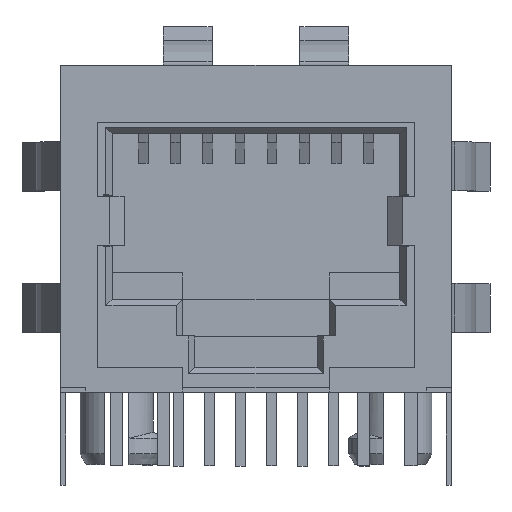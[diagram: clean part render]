
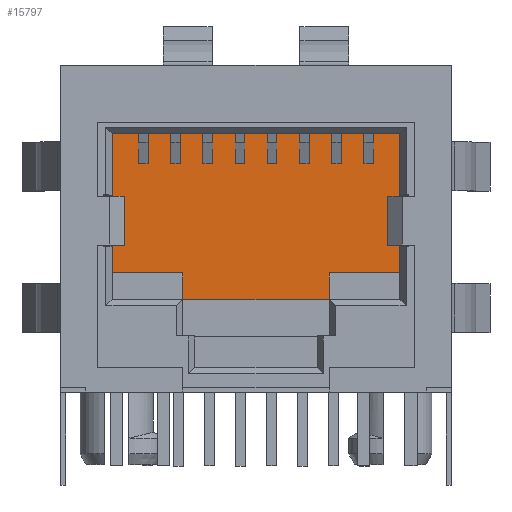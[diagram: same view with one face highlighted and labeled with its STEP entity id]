
A CAD part, top view. The second image highlights one B-rep face of the part: STEP entity #15797.
In plain terms, the highlighted planar face has unit normal (0, 0, 1).
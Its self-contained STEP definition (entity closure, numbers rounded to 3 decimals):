
#475 = DIRECTION ( 'NONE',  ( 0., 1., 0. ) ) ;
#514 = CARTESIAN_POINT ( 'NONE',  ( -5.9, 5.975, -0.6 ) ) ;
#679 = CARTESIAN_POINT ( 'NONE',  ( -5.9, 10.6, -0.6 ) ) ;
#1220 = ORIENTED_EDGE ( 'NONE', *, *, #8855, .T. ) ;
#1303 = ORIENTED_EDGE ( 'NONE', *, *, #3182, .F. ) ;
#1319 = ORIENTED_EDGE ( 'NONE', *, *, #12403, .T. ) ;
#1568 = VERTEX_POINT ( 'NONE', #9936 ) ;
#1634 = VERTEX_POINT ( 'NONE', #16574 ) ;
#1698 = ORIENTED_EDGE ( 'NONE', *, *, #6269, .T. ) ;
#1724 = EDGE_CURVE ( 'NONE', #1568, #12879, #12902, .T. ) ;
#1824 = DIRECTION ( 'NONE',  ( 0., -1., 0. ) ) ;
#1871 = VERTEX_POINT ( 'NONE', #8647 ) ;
#2380 = CARTESIAN_POINT ( 'NONE',  ( -3., 3.8, -0.6 ) ) ;
#2386 = VERTEX_POINT ( 'NONE', #4710 ) ;
#2419 = VERTEX_POINT ( 'NONE', #6114 ) ;
#2556 = CARTESIAN_POINT ( 'NONE',  ( 5.9, 4.9, -0.6 ) ) ;
#2783 = CARTESIAN_POINT ( 'NONE',  ( 5.9, 5.975, -0.6 ) ) ;
#2873 = VECTOR ( 'NONE', #16146, 1000. ) ;
#2953 = VERTEX_POINT ( 'NONE', #2380 ) ;
#3117 = VECTOR ( 'NONE', #6829, 1000. ) ;
#3182 = EDGE_CURVE ( 'NONE', #2386, #2953, #15477, .T. ) ;
#3189 = VECTOR ( 'NONE', #475, 1000. ) ;
#3255 = ORIENTED_EDGE ( 'NONE', *, *, #16908, .T. ) ;
#3505 = LINE ( 'NONE', #10716, #3117 ) ;
#3580 = CARTESIAN_POINT ( 'NONE',  ( 5.9, 4.9, -0.6 ) ) ;
#3723 = CARTESIAN_POINT ( 'NONE',  ( 5.9, 4.9, -0.6 ) ) ;
#3978 = VERTEX_POINT ( 'NONE', #8172 ) ;
#4025 = DIRECTION ( 'NONE',  ( -1., 0., 0. ) ) ;
#4152 = ORIENTED_EDGE ( 'NONE', *, *, #15754, .T. ) ;
#4309 = VERTEX_POINT ( 'NONE', #16142 ) ;
#4411 = DIRECTION ( 'NONE',  ( -1., 0., 0. ) ) ;
#4419 = LINE ( 'NONE', #11296, #14416 ) ;
#4650 = CARTESIAN_POINT ( 'NONE',  ( 0., 0., -0.6 ) ) ;
#4654 = EDGE_CURVE ( 'NONE', #11857, #8317, #13620, .T. ) ;
#4710 = CARTESIAN_POINT ( 'NONE',  ( 3., 3.8, -0.6 ) ) ;
#4893 = DIRECTION ( 'NONE',  ( 1., 0., 0. ) ) ;
#5456 = EDGE_LOOP ( 'NONE', ( #1303, #12075, #6277, #1220, #1698, #10048, #10243, #11598, #15536, #4152, #14372, #3255, #1319, #16418, #13637, #14536 ) ) ;
#5737 = EDGE_CURVE ( 'NONE', #7832, #3978, #3505, .T. ) ;
#5976 = DIRECTION ( 'NONE',  ( 1., 0., 0. ) ) ;
#6114 = CARTESIAN_POINT ( 'NONE',  ( -6.25, 5.975, -0.6 ) ) ;
#6269 = EDGE_CURVE ( 'NONE', #10404, #11857, #12849, .T. ) ;
#6277 = ORIENTED_EDGE ( 'NONE', *, *, #11845, .T. ) ;
#6472 = DIRECTION ( 'NONE',  ( 0., -1., 0. ) ) ;
#6693 = DIRECTION ( 'NONE',  ( 1., 0., 0. ) ) ;
#6829 = DIRECTION ( 'NONE',  ( 1., 0., 0. ) ) ;
#6985 = CARTESIAN_POINT ( 'NONE',  ( 6.25, 5.975, -0.6 ) ) ;
#7034 = CARTESIAN_POINT ( 'NONE',  ( 5.9, 8.075, -0.6 ) ) ;
#7142 = VERTEX_POINT ( 'NONE', #12448 ) ;
#7189 = EDGE_CURVE ( 'NONE', #12879, #1871, #7859, .T. ) ;
#7191 = EDGE_CURVE ( 'NONE', #15756, #7142, #4419, .T. ) ;
#7226 = DIRECTION ( 'NONE',  ( 0., -1., 0. ) ) ;
#7270 = VECTOR ( 'NONE', #7226, 1000. ) ;
#7332 = CARTESIAN_POINT ( 'NONE',  ( -3., 4.9, -0.6 ) ) ;
#7674 = DIRECTION ( 'NONE',  ( 1., 0., 0. ) ) ;
#7832 = VERTEX_POINT ( 'NONE', #7950 ) ;
#7859 = LINE ( 'NONE', #8645, #14856 ) ;
#7880 = DIRECTION ( 'NONE',  ( 0., 1., 0. ) ) ;
#7950 = CARTESIAN_POINT ( 'NONE',  ( -5.9, 4.9, -0.6 ) ) ;
#8135 = EDGE_CURVE ( 'NONE', #3978, #2953, #13389, .T. ) ;
#8172 = CARTESIAN_POINT ( 'NONE',  ( -3., 4.9, -0.6 ) ) ;
#8308 = LINE ( 'NONE', #3580, #11762 ) ;
#8317 = VERTEX_POINT ( 'NONE', #10365 ) ;
#8582 = LINE ( 'NONE', #514, #15118 ) ;
#8645 = CARTESIAN_POINT ( 'NONE',  ( 5.9, 10.6, -0.6 ) ) ;
#8647 = CARTESIAN_POINT ( 'NONE',  ( -5.9, 10.6, -0.6 ) ) ;
#8855 = EDGE_CURVE ( 'NONE', #13645, #10404, #16253, .T. ) ;
#8955 = VECTOR ( 'NONE', #4411, 1000. ) ;
#9324 = VECTOR ( 'NONE', #7880, 1000. ) ;
#9377 = VECTOR ( 'NONE', #6693, 1000. ) ;
#9888 = CARTESIAN_POINT ( 'NONE',  ( -5.9, 8.075, -0.6 ) ) ;
#9936 = CARTESIAN_POINT ( 'NONE',  ( 5.9, 8.075, -0.6 ) ) ;
#10048 = ORIENTED_EDGE ( 'NONE', *, *, #4654, .T. ) ;
#10243 = ORIENTED_EDGE ( 'NONE', *, *, #15496, .T. ) ;
#10339 = LINE ( 'NONE', #679, #7270 ) ;
#10361 = VECTOR ( 'NONE', #4025, 1000. ) ;
#10365 = CARTESIAN_POINT ( 'NONE',  ( 6.25, 8.075, -0.6 ) ) ;
#10404 = VERTEX_POINT ( 'NONE', #14897 ) ;
#10716 = CARTESIAN_POINT ( 'NONE',  ( -3., 4.9, -0.6 ) ) ;
#11296 = CARTESIAN_POINT ( 'NONE',  ( -5.9, 8.075, -0.6 ) ) ;
#11598 = ORIENTED_EDGE ( 'NONE', *, *, #1724, .T. ) ;
#11762 = VECTOR ( 'NONE', #4893, 1000. ) ;
#11845 = EDGE_CURVE ( 'NONE', #1634, #13645, #8308, .T. ) ;
#11857 = VERTEX_POINT ( 'NONE', #14061 ) ;
#12075 = ORIENTED_EDGE ( 'NONE', *, *, #16079, .T. ) ;
#12171 = VECTOR ( 'NONE', #7674, 1000. ) ;
#12269 = CARTESIAN_POINT ( 'NONE',  ( -3., 3.8, -0.6 ) ) ;
#12403 = EDGE_CURVE ( 'NONE', #2419, #4309, #16036, .T. ) ;
#12448 = CARTESIAN_POINT ( 'NONE',  ( -6.25, 8.075, -0.6 ) ) ;
#12611 = DIRECTION ( 'NONE',  ( -1., 0., 0. ) ) ;
#12790 = VECTOR ( 'NONE', #13048, 1000. ) ;
#12803 = LINE ( 'NONE', #13064, #9324 ) ;
#12849 = LINE ( 'NONE', #2783, #9377 ) ;
#12879 = VERTEX_POINT ( 'NONE', #16127 ) ;
#12902 = LINE ( 'NONE', #7034, #2873 ) ;
#13048 = DIRECTION ( 'NONE',  ( 0., 1., 0. ) ) ;
#13064 = CARTESIAN_POINT ( 'NONE',  ( 3., 2.3, -0.6 ) ) ;
#13389 = LINE ( 'NONE', #7332, #16018 ) ;
#13397 = VECTOR ( 'NONE', #6472, 1000. ) ;
#13451 = LINE ( 'NONE', #14488, #10361 ) ;
#13620 = LINE ( 'NONE', #6985, #3189 ) ;
#13637 = ORIENTED_EDGE ( 'NONE', *, *, #5737, .T. ) ;
#13645 = VERTEX_POINT ( 'NONE', #3723 ) ;
#13807 = DIRECTION ( 'NONE',  ( 0., -1., 0. ) ) ;
#13812 = DIRECTION ( 'NONE',  ( 0., 0., 1. ) ) ;
#13826 = FACE_OUTER_BOUND ( 'NONE', #5456, .T. ) ;
#13957 = EDGE_CURVE ( 'NONE', #4309, #7832, #8582, .T. ) ;
#13967 = AXIS2_PLACEMENT_3D ( 'NONE', #4650, #13812, #5976 ) ;
#14061 = CARTESIAN_POINT ( 'NONE',  ( 6.25, 5.975, -0.6 ) ) ;
#14232 = CARTESIAN_POINT ( 'NONE',  ( -6.25, 8.075, -0.6 ) ) ;
#14372 = ORIENTED_EDGE ( 'NONE', *, *, #7191, .T. ) ;
#14416 = VECTOR ( 'NONE', #12611, 1000. ) ;
#14488 = CARTESIAN_POINT ( 'NONE',  ( 6.25, 8.075, -0.6 ) ) ;
#14536 = ORIENTED_EDGE ( 'NONE', *, *, #8135, .T. ) ;
#14856 = VECTOR ( 'NONE', #15155, 1000. ) ;
#14897 = CARTESIAN_POINT ( 'NONE',  ( 5.9, 5.975, -0.6 ) ) ;
#15118 = VECTOR ( 'NONE', #1824, 1000. ) ;
#15155 = DIRECTION ( 'NONE',  ( -1., 0., 0. ) ) ;
#15477 = LINE ( 'NONE', #12269, #8955 ) ;
#15496 = EDGE_CURVE ( 'NONE', #8317, #1568, #13451, .T. ) ;
#15536 = ORIENTED_EDGE ( 'NONE', *, *, #7189, .T. ) ;
#15754 = EDGE_CURVE ( 'NONE', #1871, #15756, #10339, .T. ) ;
#15756 = VERTEX_POINT ( 'NONE', #9888 ) ;
#15797 = ADVANCED_FACE ( 'NONE', ( #13826 ), #16366, .T. ) ;
#16018 = VECTOR ( 'NONE', #13807, 1000. ) ;
#16036 = LINE ( 'NONE', #16820, #12171 ) ;
#16079 = EDGE_CURVE ( 'NONE', #2386, #1634, #12803, .T. ) ;
#16127 = CARTESIAN_POINT ( 'NONE',  ( 5.9, 10.6, -0.6 ) ) ;
#16142 = CARTESIAN_POINT ( 'NONE',  ( -5.9, 5.975, -0.6 ) ) ;
#16146 = DIRECTION ( 'NONE',  ( 0., 1., 0. ) ) ;
#16253 = LINE ( 'NONE', #2556, #12790 ) ;
#16366 = PLANE ( 'NONE',  #13967 ) ;
#16418 = ORIENTED_EDGE ( 'NONE', *, *, #13957, .T. ) ;
#16574 = CARTESIAN_POINT ( 'NONE',  ( 3., 4.9, -0.6 ) ) ;
#16820 = CARTESIAN_POINT ( 'NONE',  ( -6.25, 5.975, -0.6 ) ) ;
#16828 = LINE ( 'NONE', #14232, #13397 ) ;
#16908 = EDGE_CURVE ( 'NONE', #7142, #2419, #16828, .T. ) ;
